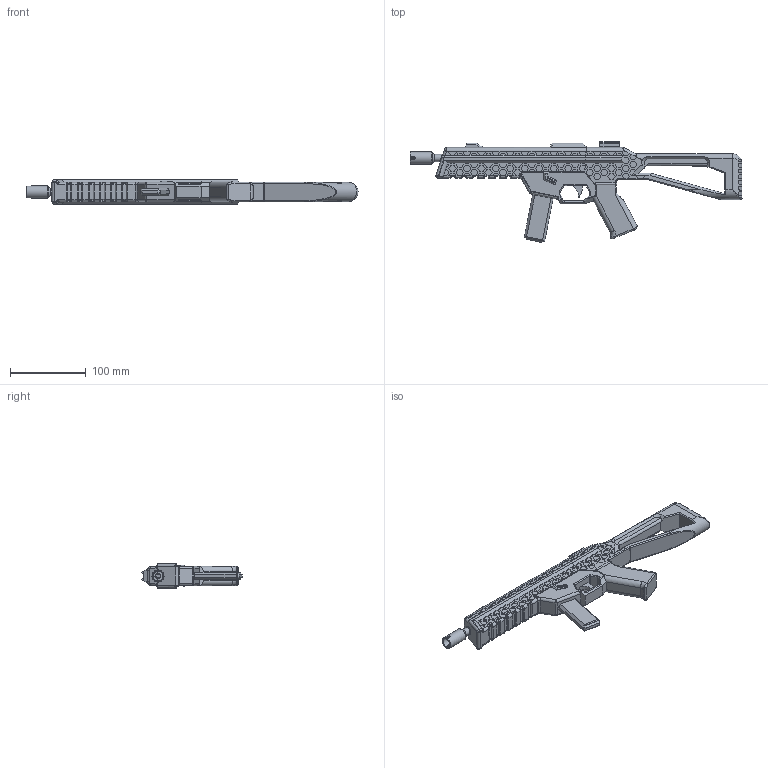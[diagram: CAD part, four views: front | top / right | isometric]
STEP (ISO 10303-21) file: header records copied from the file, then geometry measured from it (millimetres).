
FILE_DESCRIPTION(/* description */ ('STEP AP242','CAx-IF Rec.Pracs.---Representation and Presentation of Product Manufacturing Information (PMI)---4.0---2014-10-13','CAx-IF Rec.Pracs.---3D Tessellated Geometry---0.4---2014-09-14','2;1'),/* implementation_level */ '2;1');
FILE_NAME(/* name */ '66cfc1f814d5077014b2e9bd',/* time_stamp */ '2024-08-29T00:34:02Z',/* author */ (''),/* organization */ (''),/* preprocessor_version */ 'ST-DEVELOPER v20',/* originating_system */ ' ',/* authorisation */ ' ');
FILE_SCHEMA (('AP242_MANAGED_MODEL_BASED_3D_ENGINEERING_MIM_LF { 1 0 10303 442 1 1 4 }'));
Length unit declared in the file: metre
Products named in the file (4): Assembly 1; Part 2; Part 1; Part 3
Assembly tree (3 placements, depth 2):
  Assembly 1
    Part 2
    Part 1
    Part 3
Bounding box: 437.16 x 132.86 x 31.75 mm (x, y, z)
Volume: 466207 mm3; surface area: 110040.1 mm2
Topology: 3 solids, 3 shells, 1739 faces, 4559 edges, 2847 vertices
Faces by surface type: plane 1427, cylinder 186, torus 56, bspline 53, sphere 10, cone 7
Full cylindrical faces by diameter (mm): 2.54 x2, 7.938 x2, 9.525 x1, 12.7 x1, 15.875 x1
Entity records: 53918 total; most frequent: CARTESIAN_POINT 11051, ORIENTED_EDGE 9054, DIRECTION 8242, EDGE_CURVE 4527, LINE 3858, VECTOR 3858, VERTEX_POINT 2842, AXIS2_PLACEMENT_3D 2192
